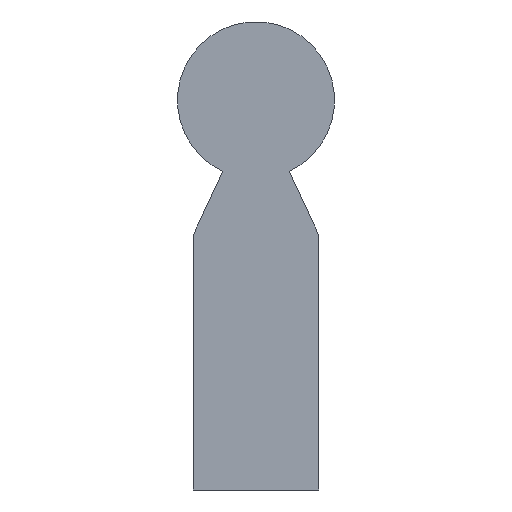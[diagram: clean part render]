
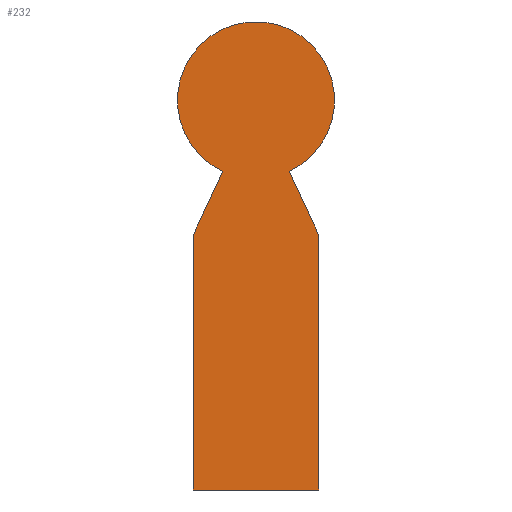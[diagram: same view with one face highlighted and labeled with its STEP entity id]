
A CAD part, front view. The second image highlights one B-rep face of the part: STEP entity #232.
In plain terms, the highlighted planar face has unit normal (0, -1, 0).
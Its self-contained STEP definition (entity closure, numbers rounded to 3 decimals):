
#232 = ADVANCED_FACE( '', ( #538 ), #539, .T. );
#538 = FACE_OUTER_BOUND( '', #919, .T. );
#539 = PLANE( '', #920 );
#919 = EDGE_LOOP( '', ( #1506, #1507, #1508, #1509, #1510, #1511 ) );
#920 = AXIS2_PLACEMENT_3D( '', #1512, #1513, #1514 );
#1506 = ORIENTED_EDGE( '', *, *, #2025, .T. );
#1507 = ORIENTED_EDGE( '', *, *, #2026, .T. );
#1508 = ORIENTED_EDGE( '', *, *, #1937, .T. );
#1509 = ORIENTED_EDGE( '', *, *, #2027, .T. );
#1510 = ORIENTED_EDGE( '', *, *, #1846, .T. );
#1511 = ORIENTED_EDGE( '', *, *, #1882, .T. );
#1512 = CARTESIAN_POINT( '', ( 0., 0., 62. ) );
#1513 = DIRECTION( '', ( 0., -1., 0. ) );
#1514 = DIRECTION( '', ( 0., 0., -1. ) );
#1846 = EDGE_CURVE( '', #2129, #2130, #2131, .T. );
#1882 = EDGE_CURVE( '', #2130, #2192, #2193, .T. );
#1937 = EDGE_CURVE( '', #2287, #2288, #2289, .T. );
#2025 = EDGE_CURVE( '', #2192, #2413, #2414, .T. );
#2026 = EDGE_CURVE( '', #2413, #2287, #2415, .T. );
#2027 = EDGE_CURVE( '', #2288, #2129, #2416, .T. );
#2129 = VERTEX_POINT( '', #2541 );
#2130 = VERTEX_POINT( '', #2542 );
#2131 = CIRCLE( '', #2543, 12.5 );
#2192 = VERTEX_POINT( '', #2622 );
#2193 = LINE( '', #2623, #2624 );
#2287 = VERTEX_POINT( '', #2747 );
#2288 = VERTEX_POINT( '', #2748 );
#2289 = LINE( '', #2749, #2750 );
#2413 = VERTEX_POINT( '', #2911 );
#2414 = LINE( '', #2912, #2913 );
#2415 = LINE( '', #2914, #2915 );
#2416 = LINE( '', #2916, #2917 );
#2541 = CARTESIAN_POINT( '', ( 5.283, 0., 50.671 ) );
#2542 = CARTESIAN_POINT( '', ( -5.283, 0., 50.671 ) );
#2543 = AXIS2_PLACEMENT_3D( '', #3049, #3050, #3051 );
#2622 = CARTESIAN_POINT( '', ( -10., 0., 40.555 ) );
#2623 = CARTESIAN_POINT( '', ( -5.328, 0., 50.573 ) );
#2624 = VECTOR( '', #3094, 1000. );
#2747 = CARTESIAN_POINT( '', ( 10., 0., 0. ) );
#2748 = CARTESIAN_POINT( '', ( 10., 0., 40.555 ) );
#2749 = CARTESIAN_POINT( '', ( 10., 0., 0. ) );
#2750 = VECTOR( '', #3166, 1000. );
#2911 = CARTESIAN_POINT( '', ( -10., 0., 0. ) );
#2912 = CARTESIAN_POINT( '', ( -10., 0., 40.555 ) );
#2913 = VECTOR( '', #3264, 1000. );
#2914 = CARTESIAN_POINT( '', ( -10., 0., 0. ) );
#2915 = VECTOR( '', #3265, 1000. );
#2916 = CARTESIAN_POINT( '', ( 5.328, 0., 50.573 ) );
#2917 = VECTOR( '', #3266, 1000. );
#3049 = CARTESIAN_POINT( '', ( 0., 0., 62. ) );
#3050 = DIRECTION( '', ( 0., -1., 0. ) );
#3051 = DIRECTION( '', ( 0., 0., -1. ) );
#3094 = DIRECTION( '', ( -0.423, 0., -0.906 ) );
#3166 = DIRECTION( '', ( 0., 0., 1. ) );
#3264 = DIRECTION( '', ( 0., 0., -1. ) );
#3265 = DIRECTION( '', ( 1., 0., 0. ) );
#3266 = DIRECTION( '', ( -0.423, 0., 0.906 ) );
